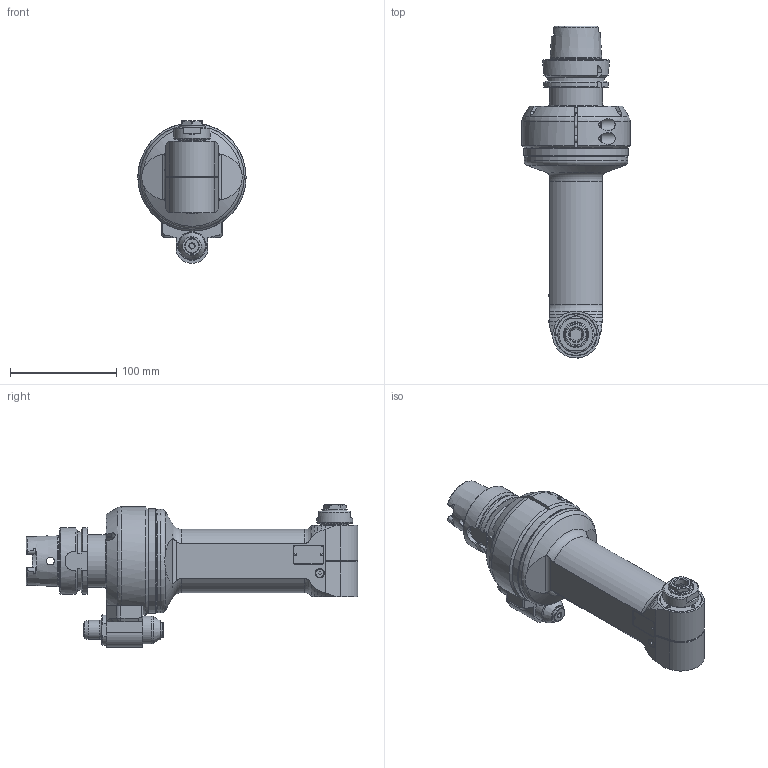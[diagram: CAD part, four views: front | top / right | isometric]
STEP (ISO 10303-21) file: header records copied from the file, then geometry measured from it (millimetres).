
FILE_DESCRIPTION(/* description */ (''),/* implementation_level */ '2;1');
FILE_NAME(/* name */ '9.F90.10L00-1H63.stp',/* time_stamp */ '2025-08-28T11:42:00-04:00',/* author */ ('jkrenzer'),/* organization */ (''),/* preprocessor_version */ 'ST-DEVELOPER v18.1',/* originating_system */ 'Autodesk Inventor 2022',/* authorisation */ '');
FILE_SCHEMA (('AUTOMOTIVE_DESIGN { 1 0 10303 214 3 1 1 }'));
Length unit declared in the file: millimetre
Products named in the file (8): 9.F90.10L00-1H63; 9_GA1_566_2   (EVO, Type 1, H63A, 65mm); 9FL1ATC; 9HSK631ATC; 9F18T165_ASM; 9F18T165A; 9F18T100; 9_F90_10L00
Assembly tree (7 placements, depth 4):
  9.F90.10L00-1H63
    9_GA1_566_2   (EVO, Type 1, H63A, 65mm)
      9FL1ATC
      9HSK631ATC
      9F18T165_ASM
        9F18T165A
        9F18T100
    9_F90_10L00
Bounding box: 101.99 x 312.92 x 134.25 mm (x, y, z)
Volume: 1078975.9 mm3; surface area: 168072.3 mm2
Topology: 7 solids, 7 shells, 632 faces, 1789 edges, 1236 vertices
Faces by surface type: plane 287, cylinder 163, cone 138, torus 36, bspline 6, sphere 2
Full cylindrical faces by diameter (mm): 2.5 x3, 2.6 x2, 3 x2, 3.2 x8, 4.2 x2, 5 x2, 6 x4, 6.5 x1, 7 x1, 7.5 x2, 8 x2, 8.5 x20, 10 x5, 10.4 x2, 11 x2, 12 x3, 12.5 x2, 13 x1, 14 x1, 16.5 x1, 17.943 x1, 18 x2, 20 x1, 23 x1, 24 x1, 24.5 x1, 25 x1, 25.3 x1, 26 x1, 27 x1
Entity records: 51395 total; most frequent: CARTESIAN_POINT 34960, ORIENTED_EDGE 3514, DIRECTION 3260, EDGE_CURVE 1757, VERTEX_POINT 1236, AXIS2_PLACEMENT_3D 1181, LINE 898, VECTOR 898
